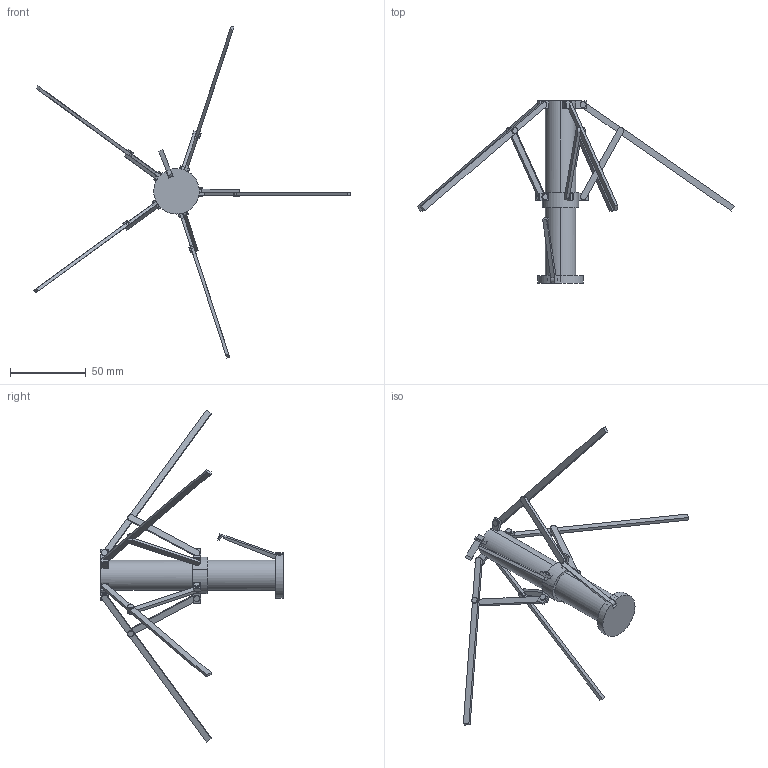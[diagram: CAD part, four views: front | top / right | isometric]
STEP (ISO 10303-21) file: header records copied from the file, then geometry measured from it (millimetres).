
FILE_DESCRIPTION (( 'STEP AP214' ), '1' );
FILE_NAME ('parasol_ass_click_V1_model.STEP', '2015-12-27T09:23:07', ( '' ), ( '' ), 'SwSTEP 2.0', 'SolidWorks 2014', '' );
FILE_SCHEMA (( 'AUTOMOTIVE_DESIGN' ));
Length unit declared in the file: millimetre
Products named in the file (6): parasol_tige_40mm_model_V1; parasol_base_model_V1; parasol_baleine_80mm_model_V1; parasol_blocage_model; parasol_ass_click_V1_model; parasol_bague_model_V1
Assembly tree (13 placements, depth 2):
  parasol_ass_click_V1_model
    parasol_base_model_V1
    parasol_baleine_80mm_model_V1  x5
    parasol_tige_40mm_model_V1  x5
    parasol_bague_model_V1
    parasol_blocage_model
Bounding box: 208.79 x 120 x 218.61 mm (x, y, z)
Volume: 49076.4 mm3; surface area: 23545.7 mm2
Topology: 13 solids, 13 shells, 371 faces, 924 edges, 616 vertices
Faces by surface type: plane 189, cylinder 182
Entity records: 7518 total; most frequent: DIRECTION 1340, CARTESIAN_POINT 1263, ORIENTED_EDGE 1224, EDGE_CURVE 612, AXIS2_PLACEMENT_3D 485, VERTEX_POINT 408, VECTOR 370, LINE 370
